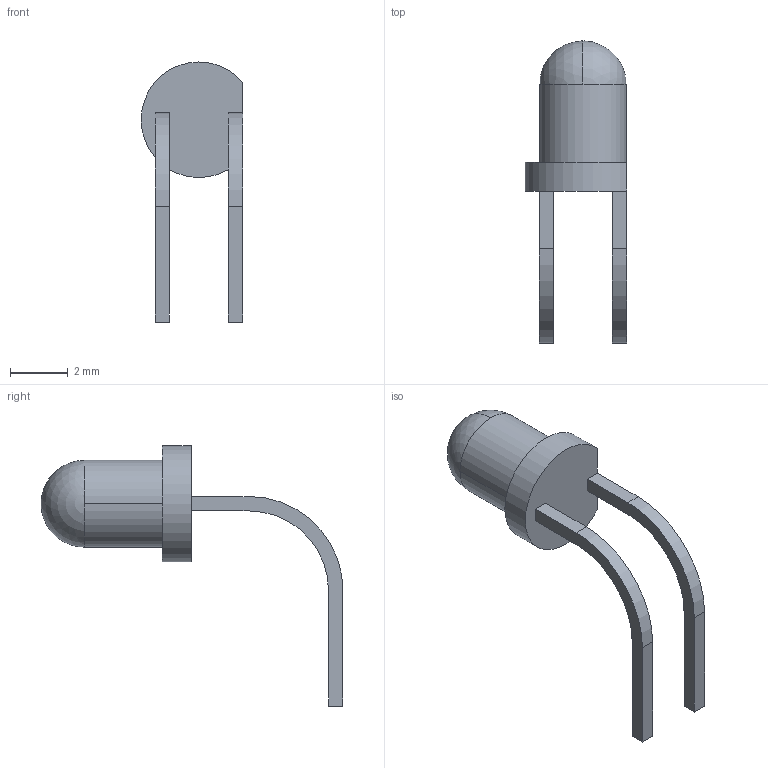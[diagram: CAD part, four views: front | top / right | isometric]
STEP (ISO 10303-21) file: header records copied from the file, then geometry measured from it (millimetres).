
FILE_DESCRIPTION(('FreeCAD Model'),'2;1');
FILE_NAME( 'LH2040_ra.step', '2017-10-13T10:10:54',('kicad StepUp'),('ksu MCAD'), 'Open CASCADE STEP processor 6.8','FreeCAD','Unknown');
FILE_SCHEMA(('AUTOMOTIVE_DESIGN_CC2 { 1 2 10303 214 -1 1 5 4 }'));
Length unit declared in the file: millimetre
Products named in the file (1): LH2040_ra
Bounding box: 3.52 x 10.45 x 9 mm (x, y, z)
Volume: 43.2 mm3; surface area: 111.1 mm2
Topology: 1 solids, 1 shells, 26 faces, 67 edges, 43 vertices
Faces by surface type: plane 17, cylinder 7, sphere 2
Entity records: 974 total; most frequent: DIRECTION 137, CARTESIAN_POINT 135, ORIENTED_EDGE 130, EDGE_CURVE 65, LINE 47, VECTOR 47, AXIS2_PLACEMENT_3D 45, VERTEX_POINT 43
